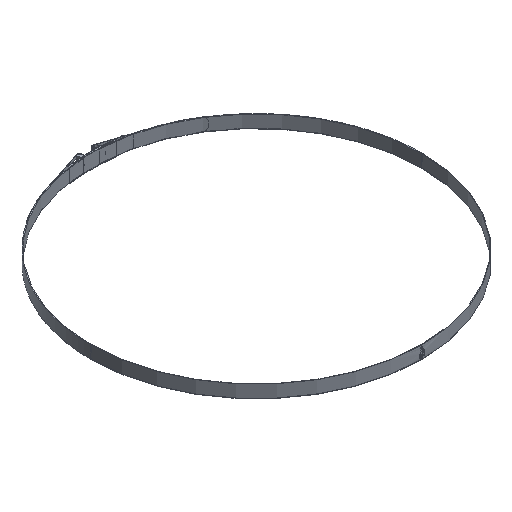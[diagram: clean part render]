
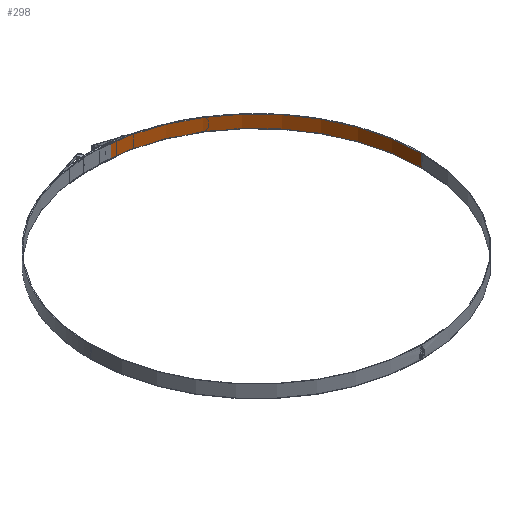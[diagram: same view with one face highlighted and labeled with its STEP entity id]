
A CAD part, isometric view. The second image highlights one B-rep face of the part: STEP entity #298.
In plain terms, the highlighted cylindrical face has radius 252 mm (diameter 504 mm), a partial arc.
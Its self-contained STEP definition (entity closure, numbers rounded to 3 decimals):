
#125 = DIRECTION ( 'NONE',  ( -1., 0., 0. ) ) ;
#298 = ADVANCED_FACE ( 'NONE', ( #10434 ), #4763, .F. ) ;
#450 = VECTOR ( 'NONE', #13157, 1000. ) ;
#1943 = CIRCLE ( 'NONE', #14105, 252. ) ;
#2023 = LINE ( 'NONE', #4297, #5042 ) ;
#2094 = EDGE_CURVE ( 'NONE', #5071, #10047, #1943, .T. ) ;
#3288 = VERTEX_POINT ( 'NONE', #10764 ) ;
#3335 = EDGE_LOOP ( 'NONE', ( #6327, #5195, #9199, #13821 ) ) ;
#3375 = CARTESIAN_POINT ( 'NONE',  ( 0., 0., -9.65 ) ) ;
#3575 = CIRCLE ( 'NONE', #11755, 252. ) ;
#3778 = EDGE_CURVE ( 'NONE', #13464, #3288, #3575, .T. ) ;
#4297 = CARTESIAN_POINT ( 'NONE',  ( 12.257, 251.702, 9.65 ) ) ;
#4686 = DIRECTION ( 'NONE',  ( -1., 0., 0. ) ) ;
#4763 = CYLINDRICAL_SURFACE ( 'NONE', #9461, 252. ) ;
#4907 = CARTESIAN_POINT ( 'NONE',  ( 252., 0., 9.65 ) ) ;
#5042 = VECTOR ( 'NONE', #8782, 1000. ) ;
#5071 = VERTEX_POINT ( 'NONE', #12598 ) ;
#5195 = ORIENTED_EDGE ( 'NONE', *, *, #2094, .F. ) ;
#5364 = CARTESIAN_POINT ( 'NONE',  ( 252., 0., 9.65 ) ) ;
#5648 = CARTESIAN_POINT ( 'NONE',  ( 0., 0., 9.65 ) ) ;
#6327 = ORIENTED_EDGE ( 'NONE', *, *, #7320, .F. ) ;
#7320 = EDGE_CURVE ( 'NONE', #10047, #3288, #10437, .T. ) ;
#7784 = DIRECTION ( 'NONE',  ( 0., 0., -1. ) ) ;
#8015 = DIRECTION ( 'NONE',  ( 0., 0., -1. ) ) ;
#8782 = DIRECTION ( 'NONE',  ( 0., 0., -1. ) ) ;
#9026 = DIRECTION ( 'NONE',  ( 0., 0., -1. ) ) ;
#9199 = ORIENTED_EDGE ( 'NONE', *, *, #11960, .T. ) ;
#9461 = AXIS2_PLACEMENT_3D ( 'NONE', #13523, #8015, #4686 ) ;
#10047 = VERTEX_POINT ( 'NONE', #4907 ) ;
#10165 = CARTESIAN_POINT ( 'NONE',  ( 12.257, 251.702, -9.65 ) ) ;
#10434 = FACE_OUTER_BOUND ( 'NONE', #3335, .T. ) ;
#10437 = LINE ( 'NONE', #5364, #450 ) ;
#10764 = CARTESIAN_POINT ( 'NONE',  ( 252., 0., -9.65 ) ) ;
#11755 = AXIS2_PLACEMENT_3D ( 'NONE', #3375, #9026, #13434 ) ;
#11960 = EDGE_CURVE ( 'NONE', #5071, #13464, #2023, .T. ) ;
#12598 = CARTESIAN_POINT ( 'NONE',  ( 12.257, 251.702, 9.65 ) ) ;
#13157 = DIRECTION ( 'NONE',  ( 0., 0., -1. ) ) ;
#13434 = DIRECTION ( 'NONE',  ( -1., 0., 0. ) ) ;
#13464 = VERTEX_POINT ( 'NONE', #10165 ) ;
#13523 = CARTESIAN_POINT ( 'NONE',  ( 0., 0., 9.65 ) ) ;
#13821 = ORIENTED_EDGE ( 'NONE', *, *, #3778, .T. ) ;
#14105 = AXIS2_PLACEMENT_3D ( 'NONE', #5648, #7784, #125 ) ;
